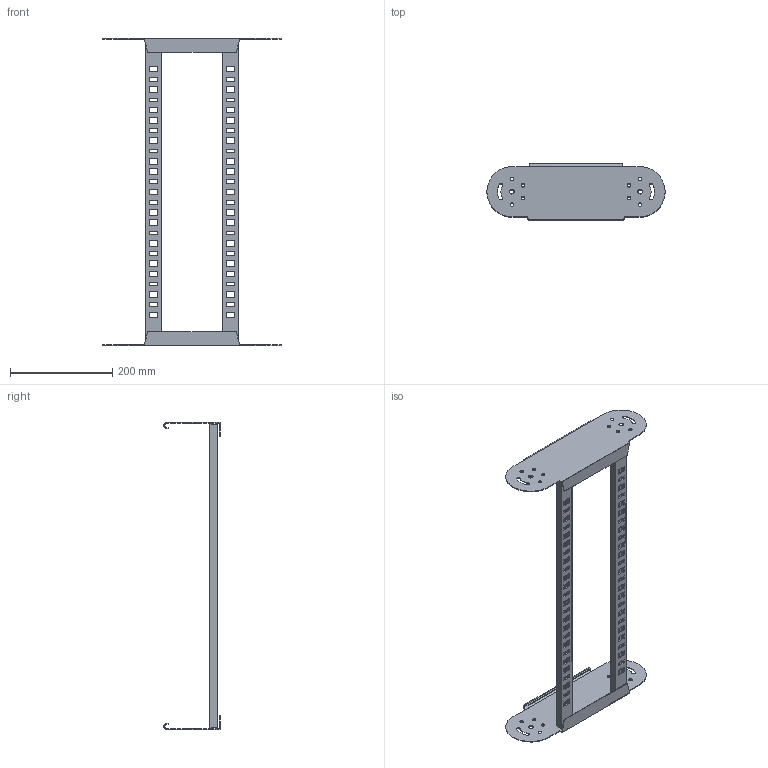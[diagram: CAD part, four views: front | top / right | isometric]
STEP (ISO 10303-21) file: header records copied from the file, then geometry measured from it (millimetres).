
FILE_DESCRIPTION (( 'STEP AP214' ), '1' );
FILE_NAME ('6225520.STP', '2017-03-24T10:39:49', ( '' ), ( '' ), 'SwSTEP 2.0', 'SolidWorks 2016', '' );
FILE_SCHEMA (( 'AUTOMOTIVE_DESIGN' ));
Length unit declared in the file: millimetre
Products named in the file (3): 079986_L=0592; 6225520; 088785_Standard
Assembly tree (4 placements, depth 2):
  6225520
    079986_L=0592  x2
    088785_Standard  x2
Bounding box: 348 x 110 x 600 mm (x, y, z)
Volume: 228393.9 mm3; surface area: 316167.6 mm2
Topology: 4 solids, 4 shells, 346 faces, 998 edges, 660 vertices
Faces by surface type: plane 264, cylinder 74, bspline 8
Entity records: 8173 total; most frequent: CARTESIAN_POINT 1424, ORIENTED_EDGE 998, DIRECTION 908, EDGE_CURVE 499, LINE 416, VECTOR 416, VERTEX_POINT 330, EDGE_LOOP 247
